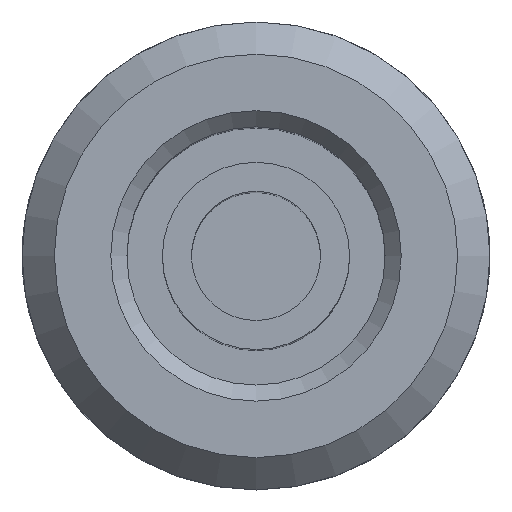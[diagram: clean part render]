
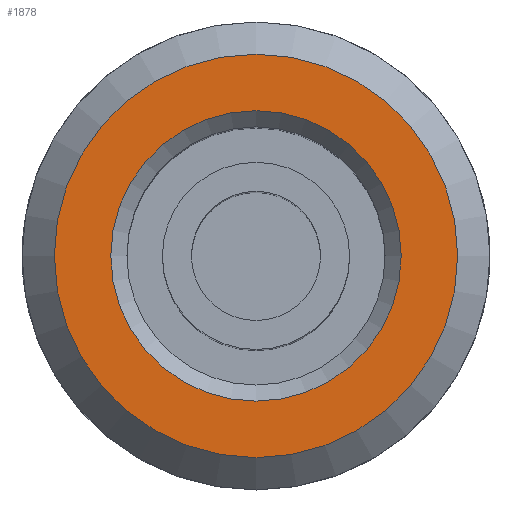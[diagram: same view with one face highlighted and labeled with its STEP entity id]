
A CAD part, top view. The second image highlights one B-rep face of the part: STEP entity #1878.
In plain terms, the highlighted planar face has unit normal (0, 0, 1).
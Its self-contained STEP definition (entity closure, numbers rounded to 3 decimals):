
#1742 = CONICAL_SURFACE('',#1743,6.25,0.785);
#1743 = AXIS2_PLACEMENT_3D('',#1744,#1745,#1746);
#1744 = CARTESIAN_POINT('',(0.,0.,2.));
#1745 = DIRECTION('',(-0.,-0.,-1.));
#1746 = DIRECTION('',(0.,1.,0.));
#1827 = EDGE_CURVE('',#1828,#1828,#1830,.T.);
#1828 = VERTEX_POINT('',#1829);
#1829 = CARTESIAN_POINT('',(0.,6.25,2.));
#1830 = SURFACE_CURVE('',#1831,(#1836,#1843),.PCURVE_S1.);
#1831 = CIRCLE('',#1832,6.25);
#1832 = AXIS2_PLACEMENT_3D('',#1833,#1834,#1835);
#1833 = CARTESIAN_POINT('',(0.,0.,2.));
#1834 = DIRECTION('',(0.,0.,1.));
#1835 = DIRECTION('',(0.,1.,0.));
#1836 = PCURVE('',#1742,#1837);
#1837 = DEFINITIONAL_REPRESENTATION('',(#1838),#1842);
#1838 = LINE('',#1839,#1840);
#1839 = CARTESIAN_POINT('',(-0.,0.));
#1840 = VECTOR('',#1841,1.);
#1841 = DIRECTION('',(-1.,0.));
#1842 = ( GEOMETRIC_REPRESENTATION_CONTEXT(2) 
PARAMETRIC_REPRESENTATION_CONTEXT() REPRESENTATION_CONTEXT('2D SPACE',''
  ) );
#1843 = PCURVE('',#1844,#1849);
#1844 = PLANE('',#1845);
#1845 = AXIS2_PLACEMENT_3D('',#1846,#1847,#1848);
#1846 = CARTESIAN_POINT('',(0.,0.,2.));
#1847 = DIRECTION('',(0.,0.,1.));
#1848 = DIRECTION('',(0.,1.,0.));
#1849 = DEFINITIONAL_REPRESENTATION('',(#1850),#1854);
#1850 = CIRCLE('',#1851,6.25);
#1851 = AXIS2_PLACEMENT_2D('',#1852,#1853);
#1852 = CARTESIAN_POINT('',(0.,0.));
#1853 = DIRECTION('',(1.,0.));
#1854 = ( GEOMETRIC_REPRESENTATION_CONTEXT(2) 
PARAMETRIC_REPRESENTATION_CONTEXT() REPRESENTATION_CONTEXT('2D SPACE',''
  ) );
#1878 = ADVANCED_FACE('',(#1879,#1910),#1844,.T.);
#1879 = FACE_BOUND('',#1880,.F.);
#1880 = EDGE_LOOP('',(#1881));
#1881 = ORIENTED_EDGE('',*,*,#1882,.T.);
#1882 = EDGE_CURVE('',#1883,#1883,#1885,.T.);
#1883 = VERTEX_POINT('',#1884);
#1884 = CARTESIAN_POINT('',(0.,4.5,2.));
#1885 = SURFACE_CURVE('',#1886,(#1891,#1898),.PCURVE_S1.);
#1886 = CIRCLE('',#1887,4.5);
#1887 = AXIS2_PLACEMENT_3D('',#1888,#1889,#1890);
#1888 = CARTESIAN_POINT('',(0.,0.,2.));
#1889 = DIRECTION('',(0.,0.,1.));
#1890 = DIRECTION('',(0.,1.,0.));
#1891 = PCURVE('',#1844,#1892);
#1892 = DEFINITIONAL_REPRESENTATION('',(#1893),#1897);
#1893 = CIRCLE('',#1894,4.5);
#1894 = AXIS2_PLACEMENT_2D('',#1895,#1896);
#1895 = CARTESIAN_POINT('',(0.,0.));
#1896 = DIRECTION('',(1.,-0.));
#1897 = ( GEOMETRIC_REPRESENTATION_CONTEXT(2) 
PARAMETRIC_REPRESENTATION_CONTEXT() REPRESENTATION_CONTEXT('2D SPACE',''
  ) );
#1898 = PCURVE('',#1899,#1904);
#1899 = CONICAL_SURFACE('',#1900,4.5,0.785);
#1900 = AXIS2_PLACEMENT_3D('',#1901,#1902,#1903);
#1901 = CARTESIAN_POINT('',(0.,0.,2.));
#1902 = DIRECTION('',(0.,0.,1.));
#1903 = DIRECTION('',(0.,1.,0.));
#1904 = DEFINITIONAL_REPRESENTATION('',(#1905),#1909);
#1905 = LINE('',#1906,#1907);
#1906 = CARTESIAN_POINT('',(0.,-0.));
#1907 = VECTOR('',#1908,1.);
#1908 = DIRECTION('',(1.,-0.));
#1909 = ( GEOMETRIC_REPRESENTATION_CONTEXT(2) 
PARAMETRIC_REPRESENTATION_CONTEXT() REPRESENTATION_CONTEXT('2D SPACE',''
  ) );
#1910 = FACE_BOUND('',#1911,.F.);
#1911 = EDGE_LOOP('',(#1912));
#1912 = ORIENTED_EDGE('',*,*,#1827,.F.);
